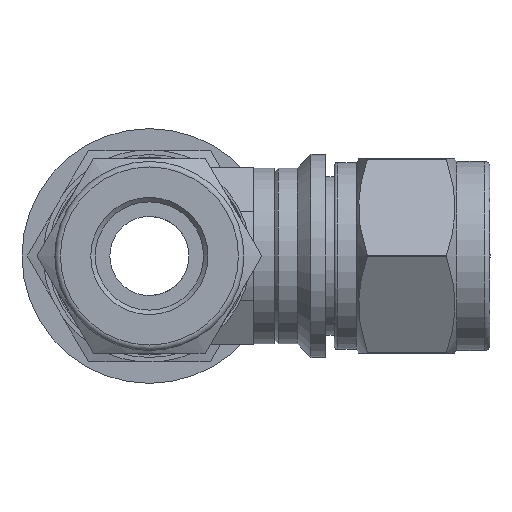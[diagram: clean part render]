
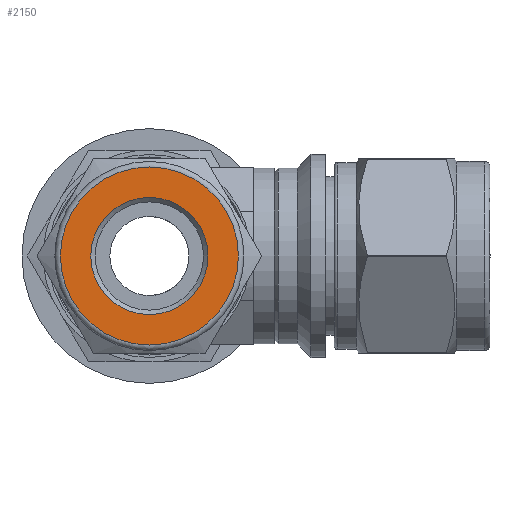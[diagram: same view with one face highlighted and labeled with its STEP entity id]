
A CAD part, left-side view. The second image highlights one B-rep face of the part: STEP entity #2150.
In plain terms, the highlighted planar face has unit normal (-1, 0, 0).
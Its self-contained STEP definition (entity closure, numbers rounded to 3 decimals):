
#42=FACE_BOUND('',#472,.T.);
#169=CIRCLE('',#2361,8.);
#183=CIRCLE('',#2387,5.265);
#327=FACE_OUTER_BOUND('',#471,.T.);
#471=EDGE_LOOP('',(#1707));
#472=EDGE_LOOP('',(#1708));
#957=VERTEX_POINT('',#3522);
#969=VERTEX_POINT('',#3568);
#1210=EDGE_CURVE('',#957,#957,#169,.T.);
#1232=EDGE_CURVE('',#969,#969,#183,.T.);
#1707=ORIENTED_EDGE('',*,*,#1210,.F.);
#1708=ORIENTED_EDGE('',*,*,#1232,.T.);
#2051=PLANE('',#2388);
#2150=ADVANCED_FACE('',(#327,#42),#2051,.T.);
#2361=AXIS2_PLACEMENT_3D('',#3524,#2806,#2807);
#2387=AXIS2_PLACEMENT_3D('',#3570,#2866,#2867);
#2388=AXIS2_PLACEMENT_3D('',#3571,#2868,#2869);
#2806=DIRECTION('center_axis',(1.,0.,0.));
#2807=DIRECTION('ref_axis',(0.,0.,-1.));
#2866=DIRECTION('center_axis',(1.,0.,0.));
#2867=DIRECTION('ref_axis',(0.,0.,-1.));
#2868=DIRECTION('center_axis',(-1.,0.,0.));
#2869=DIRECTION('ref_axis',(0.,0.,1.));
#3522=CARTESIAN_POINT('',(-30.614,0.,8.));
#3524=CARTESIAN_POINT('Origin',(-30.614,0.,
0.));
#3568=CARTESIAN_POINT('',(-30.614,-5.265,0.));
#3570=CARTESIAN_POINT('Origin',(-30.614,0.,
0.));
#3571=CARTESIAN_POINT('Origin',(-30.614,8.,0.));
